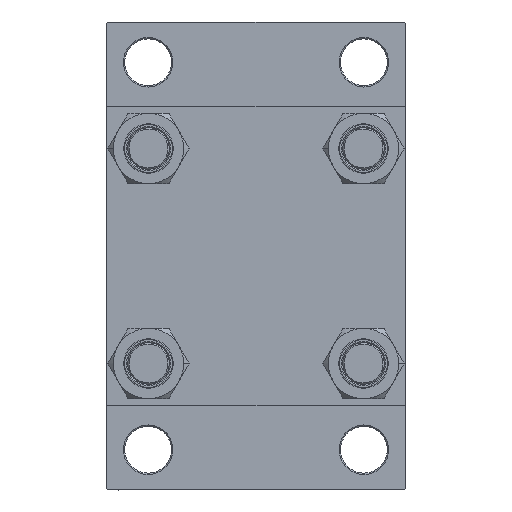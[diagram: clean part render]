
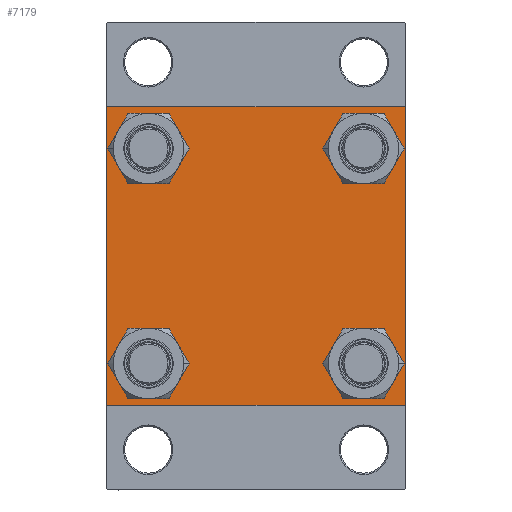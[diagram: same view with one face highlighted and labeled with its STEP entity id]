
A CAD part, left-side view. The second image highlights one B-rep face of the part: STEP entity #7179.
In plain terms, the highlighted planar face has unit normal (-1, 0, 0).
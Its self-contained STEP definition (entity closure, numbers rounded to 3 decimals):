
#321 = CARTESIAN_POINT ( 'NONE',  ( 0., -41.35, -49.85 ) ) ;
#622 = PLANE ( 'NONE',  #49213 ) ;
#623 = LINE ( 'NONE', #31227, #32730 ) ;
#836 = CARTESIAN_POINT ( 'NONE',  ( 0., 57.25, 57.25 ) ) ;
#899 = EDGE_CURVE ( 'NONE', #5084, #22912, #48225, .T. ) ;
#952 = AXIS2_PLACEMENT_3D ( 'NONE', #25554, #10240, #17045 ) ;
#1070 = CARTESIAN_POINT ( 'NONE',  ( 0., -41.35, -32.85 ) ) ;
#1567 = EDGE_LOOP ( 'NONE', ( #42284, #38202 ) ) ;
#1672 = VECTOR ( 'NONE', #35775, 1000. ) ;
#2153 = CARTESIAN_POINT ( 'NONE',  ( 0., 41.35, -49.85 ) ) ;
#2316 = ORIENTED_EDGE ( 'NONE', *, *, #28025, .T. ) ;
#2638 = ORIENTED_EDGE ( 'NONE', *, *, #7425, .T. ) ;
#2707 = ORIENTED_EDGE ( 'NONE', *, *, #24523, .T. ) ;
#4139 = FACE_OUTER_BOUND ( 'NONE', #4284, .T. ) ;
#4284 = EDGE_LOOP ( 'NONE', ( #2707, #27848, #46709, #13300, #6474, #24471, #41750, #35976 ) ) ;
#4387 = DIRECTION ( 'NONE',  ( 0., -1., 0. ) ) ;
#4608 = LINE ( 'NONE', #836, #44768 ) ;
#4741 = EDGE_LOOP ( 'NONE', ( #2638, #22147 ) ) ;
#4924 = DIRECTION ( 'NONE',  ( 0., 0., 1. ) ) ;
#5084 = VERTEX_POINT ( 'NONE', #321 ) ;
#5156 = LINE ( 'NONE', #39505, #39595 ) ;
#5163 = AXIS2_PLACEMENT_3D ( 'NONE', #40430, #13127, #32186 ) ;
#5437 = VERTEX_POINT ( 'NONE', #16321 ) ;
#5987 = CIRCLE ( 'NONE', #30005, 8.5 ) ;
#6022 = CARTESIAN_POINT ( 'NONE',  ( 0., 41.35, -41.35 ) ) ;
#6058 = DIRECTION ( 'NONE',  ( 1., 0., 0. ) ) ;
#6148 = DIRECTION ( 'NONE',  ( 0., 0., 1. ) ) ;
#6474 = ORIENTED_EDGE ( 'NONE', *, *, #20392, .F. ) ;
#6759 = CIRCLE ( 'NONE', #24442, 8.5 ) ;
#7123 = CIRCLE ( 'NONE', #39169, 8.5 ) ;
#7179 = ADVANCED_FACE ( 'NONE', ( #11413, #14945, #23217, #46267, #4139 ), #622, .T. ) ;
#7408 = EDGE_CURVE ( 'NONE', #22912, #5084, #6759, .T. ) ;
#7425 = EDGE_CURVE ( 'NONE', #5437, #46298, #42009, .T. ) ;
#7567 = CARTESIAN_POINT ( 'NONE',  ( 0., 57.25, -57.25 ) ) ;
#9092 = AXIS2_PLACEMENT_3D ( 'NONE', #32249, #28730, #6148 ) ;
#10070 = DIRECTION ( 'NONE',  ( 0., 0., 1. ) ) ;
#10192 = VERTEX_POINT ( 'NONE', #40495 ) ;
#10240 = DIRECTION ( 'NONE',  ( 1., 0., 0. ) ) ;
#11413 = FACE_BOUND ( 'NONE', #1567, .T. ) ;
#11666 = DIRECTION ( 'NONE',  ( 0., 0., 1. ) ) ;
#11803 = ORIENTED_EDGE ( 'NONE', *, *, #7408, .T. ) ;
#11890 = EDGE_LOOP ( 'NONE', ( #11803, #13046 ) ) ;
#12191 = CARTESIAN_POINT ( 'NONE',  ( 0., 57.5, 57.5 ) ) ;
#12796 = DIRECTION ( 'NONE',  ( 0., 0., 1. ) ) ;
#13045 = DIRECTION ( 'NONE',  ( 0., 0., 1. ) ) ;
#13046 = ORIENTED_EDGE ( 'NONE', *, *, #899, .T. ) ;
#13127 = DIRECTION ( 'NONE',  ( 1., 0., 0. ) ) ;
#13215 = EDGE_CURVE ( 'NONE', #10192, #21638, #26887, .T. ) ;
#13300 = ORIENTED_EDGE ( 'NONE', *, *, #40292, .T. ) ;
#13349 = CARTESIAN_POINT ( 'NONE',  ( 0., 41.35, 41.35 ) ) ;
#14515 = EDGE_CURVE ( 'NONE', #21638, #16700, #17556, .T. ) ;
#14945 = FACE_BOUND ( 'NONE', #11890, .T. ) ;
#16321 = CARTESIAN_POINT ( 'NONE',  ( 0., 41.35, -32.85 ) ) ;
#16329 = CARTESIAN_POINT ( 'NONE',  ( 0., -57.5, 57.5 ) ) ;
#16622 = ORIENTED_EDGE ( 'NONE', *, *, #40642, .T. ) ;
#16700 = VERTEX_POINT ( 'NONE', #34986 ) ;
#17045 = DIRECTION ( 'NONE',  ( 0., 0., 1. ) ) ;
#17138 = CARTESIAN_POINT ( 'NONE',  ( 0., -57., 57.5 ) ) ;
#17556 = LINE ( 'NONE', #32593, #18944 ) ;
#18272 = CARTESIAN_POINT ( 'NONE',  ( 0., 57., -57.5 ) ) ;
#18754 = EDGE_LOOP ( 'NONE', ( #16622, #2316 ) ) ;
#18944 = VECTOR ( 'NONE', #25565, 1000. ) ;
#19518 = EDGE_CURVE ( 'NONE', #21328, #35428, #623, .T. ) ;
#19580 = DIRECTION ( 'NONE',  ( 1., 0., 0. ) ) ;
#19733 = LINE ( 'NONE', #12191, #1672 ) ;
#20035 = CARTESIAN_POINT ( 'NONE',  ( 0., -57.5, -57. ) ) ;
#20392 = EDGE_CURVE ( 'NONE', #46700, #40988, #47912, .T. ) ;
#20607 = DIRECTION ( 'NONE',  ( 0., 0., -1. ) ) ;
#20906 = EDGE_CURVE ( 'NONE', #21328, #43063, #4608, .T. ) ;
#21116 = CIRCLE ( 'NONE', #9092, 8.5 ) ;
#21328 = VERTEX_POINT ( 'NONE', #29849 ) ;
#21638 = VERTEX_POINT ( 'NONE', #18272 ) ;
#22147 = ORIENTED_EDGE ( 'NONE', *, *, #44333, .T. ) ;
#22912 = VERTEX_POINT ( 'NONE', #1070 ) ;
#23217 = FACE_BOUND ( 'NONE', #4741, .T. ) ;
#24442 = AXIS2_PLACEMENT_3D ( 'NONE', #31856, #39361, #12796 ) ;
#24471 = ORIENTED_EDGE ( 'NONE', *, *, #41481, .T. ) ;
#24523 = EDGE_CURVE ( 'NONE', #43063, #10192, #19733, .T. ) ;
#25554 = CARTESIAN_POINT ( 'NONE',  ( 0., -41.35, -41.35 ) ) ;
#25565 = DIRECTION ( 'NONE',  ( 0., -1., 0. ) ) ;
#25570 = VECTOR ( 'NONE', #20607, 1000. ) ;
#25832 = DIRECTION ( 'NONE',  ( 1., 0., 0. ) ) ;
#26155 = VERTEX_POINT ( 'NONE', #30048 ) ;
#26887 = LINE ( 'NONE', #7567, #27025 ) ;
#27025 = VECTOR ( 'NONE', #30650, 1000. ) ;
#27497 = VECTOR ( 'NONE', #38224, 1000. ) ;
#27729 = DIRECTION ( 'NONE',  ( 0., -0.707, 0.707 ) ) ;
#27848 = ORIENTED_EDGE ( 'NONE', *, *, #13215, .T. ) ;
#28025 = EDGE_CURVE ( 'NONE', #37775, #26155, #7123, .T. ) ;
#28089 = CARTESIAN_POINT ( 'NONE',  ( 0., 41.35, -41.35 ) ) ;
#28730 = DIRECTION ( 'NONE',  ( 1., 0., 0. ) ) ;
#29580 = DIRECTION ( 'NONE',  ( 0., 0., 1. ) ) ;
#29849 = CARTESIAN_POINT ( 'NONE',  ( 0., 57., 57.5 ) ) ;
#29949 = VERTEX_POINT ( 'NONE', #48524 ) ;
#30005 = AXIS2_PLACEMENT_3D ( 'NONE', #6022, #25832, #29580 ) ;
#30048 = CARTESIAN_POINT ( 'NONE',  ( 0., 41.35, 49.85 ) ) ;
#30248 = CARTESIAN_POINT ( 'NONE',  ( 0., 0., 0. ) ) ;
#30650 = DIRECTION ( 'NONE',  ( 0., -0.707, -0.707 ) ) ;
#31226 = DIRECTION ( 'NONE',  ( -1., 0., 0. ) ) ;
#31227 = CARTESIAN_POINT ( 'NONE',  ( 0., 57.5, 57.5 ) ) ;
#31672 = CARTESIAN_POINT ( 'NONE',  ( 0., 57.5, 57. ) ) ;
#31723 = CIRCLE ( 'NONE', #38125, 8.5 ) ;
#31856 = CARTESIAN_POINT ( 'NONE',  ( 0., -41.35, -41.35 ) ) ;
#32015 = DIRECTION ( 'NONE',  ( 1., 0., 0. ) ) ;
#32186 = DIRECTION ( 'NONE',  ( 0., 0., 1. ) ) ;
#32249 = CARTESIAN_POINT ( 'NONE',  ( 0., -41.35, 41.35 ) ) ;
#32593 = CARTESIAN_POINT ( 'NONE',  ( 0., 57.5, -57.5 ) ) ;
#32730 = VECTOR ( 'NONE', #4387, 1000. ) ;
#33190 = CARTESIAN_POINT ( 'NONE',  ( 0., -57.5, 57. ) ) ;
#34467 = LINE ( 'NONE', #45738, #27497 ) ;
#34986 = CARTESIAN_POINT ( 'NONE',  ( 0., -57., -57.5 ) ) ;
#35428 = VERTEX_POINT ( 'NONE', #17138 ) ;
#35775 = DIRECTION ( 'NONE',  ( 0., 0., -1. ) ) ;
#35976 = ORIENTED_EDGE ( 'NONE', *, *, #20906, .T. ) ;
#37775 = VERTEX_POINT ( 'NONE', #40108 ) ;
#38125 = AXIS2_PLACEMENT_3D ( 'NONE', #39277, #32015, #4924 ) ;
#38202 = ORIENTED_EDGE ( 'NONE', *, *, #41328, .T. ) ;
#38224 = DIRECTION ( 'NONE',  ( 0., 0.707, 0.707 ) ) ;
#39169 = AXIS2_PLACEMENT_3D ( 'NONE', #13349, #6058, #10070 ) ;
#39277 = CARTESIAN_POINT ( 'NONE',  ( 0., -41.35, 41.35 ) ) ;
#39361 = DIRECTION ( 'NONE',  ( 1., 0., 0. ) ) ;
#39505 = CARTESIAN_POINT ( 'NONE',  ( 0., -57.25, -57.25 ) ) ;
#39595 = VECTOR ( 'NONE', #27729, 1000. ) ;
#40108 = CARTESIAN_POINT ( 'NONE',  ( 0., 41.35, 32.85 ) ) ;
#40292 = EDGE_CURVE ( 'NONE', #16700, #40988, #5156, .T. ) ;
#40430 = CARTESIAN_POINT ( 'NONE',  ( 0., 41.35, 41.35 ) ) ;
#40495 = CARTESIAN_POINT ( 'NONE',  ( 0., 57.5, -57. ) ) ;
#40642 = EDGE_CURVE ( 'NONE', #26155, #37775, #48408, .T. ) ;
#40988 = VERTEX_POINT ( 'NONE', #20035 ) ;
#41328 = EDGE_CURVE ( 'NONE', #48334, #29949, #21116, .T. ) ;
#41481 = EDGE_CURVE ( 'NONE', #46700, #35428, #34467, .T. ) ;
#41750 = ORIENTED_EDGE ( 'NONE', *, *, #19518, .F. ) ;
#42009 = CIRCLE ( 'NONE', #47617, 8.5 ) ;
#42284 = ORIENTED_EDGE ( 'NONE', *, *, #47251, .T. ) ;
#43063 = VERTEX_POINT ( 'NONE', #31672 ) ;
#44333 = EDGE_CURVE ( 'NONE', #46298, #5437, #5987, .T. ) ;
#44768 = VECTOR ( 'NONE', #47484, 1000. ) ;
#45738 = CARTESIAN_POINT ( 'NONE',  ( 0., -57.25, 57.25 ) ) ;
#46255 = CARTESIAN_POINT ( 'NONE',  ( 0., -41.35, 32.85 ) ) ;
#46267 = FACE_BOUND ( 'NONE', #18754, .T. ) ;
#46298 = VERTEX_POINT ( 'NONE', #2153 ) ;
#46700 = VERTEX_POINT ( 'NONE', #33190 ) ;
#46709 = ORIENTED_EDGE ( 'NONE', *, *, #14515, .T. ) ;
#47251 = EDGE_CURVE ( 'NONE', #29949, #48334, #31723, .T. ) ;
#47484 = DIRECTION ( 'NONE',  ( 0., 0.707, -0.707 ) ) ;
#47617 = AXIS2_PLACEMENT_3D ( 'NONE', #28089, #19580, #13045 ) ;
#47912 = LINE ( 'NONE', #16329, #25570 ) ;
#48225 = CIRCLE ( 'NONE', #952, 8.5 ) ;
#48334 = VERTEX_POINT ( 'NONE', #46255 ) ;
#48408 = CIRCLE ( 'NONE', #5163, 8.5 ) ;
#48524 = CARTESIAN_POINT ( 'NONE',  ( 0., -41.35, 49.85 ) ) ;
#49213 = AXIS2_PLACEMENT_3D ( 'NONE', #30248, #31226, #11666 ) ;
